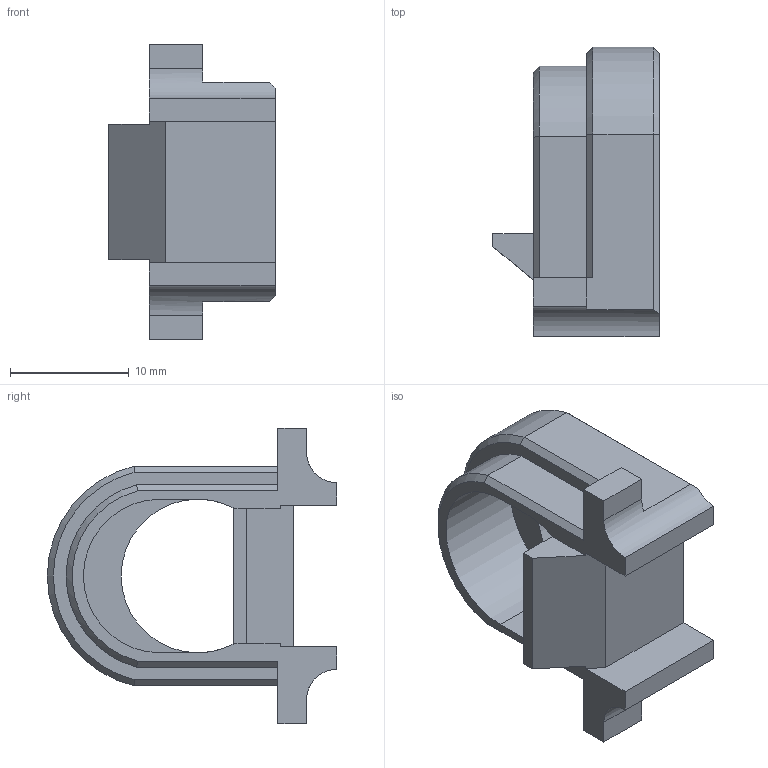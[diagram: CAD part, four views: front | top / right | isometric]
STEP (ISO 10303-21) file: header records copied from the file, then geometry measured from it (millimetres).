
FILE_DESCRIPTION(/* description */ (''),/* implementation_level */ '2;1');
FILE_NAME(/* name */ 'CATCH_STANDARD[1.1].step',/* time_stamp */ '2021-03-02T07:49:53-05:00',/* author */ (''),/* organization */ (''),/* preprocessor_version */ 'ST-DEVELOPER v18.1',/* originating_system */ 'Autodesk Translation Framework v9.7.0.1280',/* authorisation */ '');
FILE_SCHEMA (('AUTOMOTIVE_DESIGN { 1 0 10303 214 3 1 1 }'));
Length unit declared in the file: inch
Products named in the file (1): CATCH_STANDARD[1.1]
Bounding box: 14.03 x 24.4 x 24.89 mm (x, y, z)
Volume: 2032.4 mm3; surface area: 1950.5 mm2
Topology: 1 solids, 1 shells, 45 faces, 125 edges, 81 vertices
Faces by surface type: plane 35, cylinder 6, cone 4
Full cylindrical faces by diameter (mm): 12.954 x1
Entity records: 1483 total; most frequent: CARTESIAN_POINT 279, ORIENTED_EDGE 250, DIRECTION 236, EDGE_CURVE 125, LINE 96, VECTOR 96, VERTEX_POINT 81, AXIS2_PLACEMENT_3D 70
